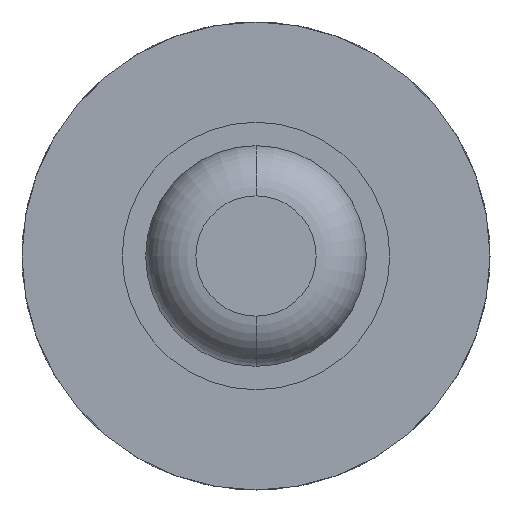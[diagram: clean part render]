
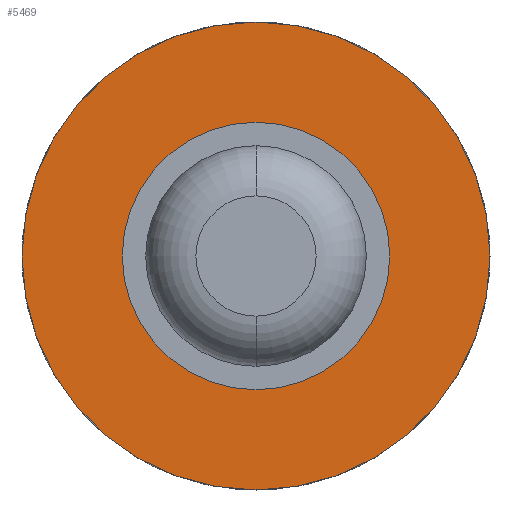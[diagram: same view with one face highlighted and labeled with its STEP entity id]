
A CAD part, front view. The second image highlights one B-rep face of the part: STEP entity #5469.
In plain terms, the highlighted planar face has unit normal (0, -1, 0).
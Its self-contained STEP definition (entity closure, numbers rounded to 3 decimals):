
#61 = ORIENTED_EDGE ( 'NONE', *, *, #5460, .F. ) ;
#266 = DIRECTION ( 'NONE',  ( 0., -1., 0. ) ) ;
#539 = VERTEX_POINT ( 'NONE', #4553 ) ;
#686 = CARTESIAN_POINT ( 'NONE',  ( 0., 5.3, 0. ) ) ;
#701 = DIRECTION ( 'NONE',  ( 0., 0., -1. ) ) ;
#706 = DIRECTION ( 'NONE',  ( 0., 0., -1. ) ) ;
#828 = EDGE_CURVE ( 'Defeature ausgef�hrt1_0+Defeature ausgef�hrt1_21+Defeature ausgef�hrt1_21+Defeature ausgef�hrt1_21', #4494, #2504, #4286, .T. ) ;
#903 = AXIS2_PLACEMENT_3D ( 'NONE', #1523, #3358, #3776 ) ;
#1032 = DIRECTION ( 'NONE',  ( 0., -1., 0. ) ) ;
#1459 = DIRECTION ( 'NONE',  ( 0., 0., -1. ) ) ;
#1523 = CARTESIAN_POINT ( 'NONE',  ( 0., 5.3, 0. ) ) ;
#1657 = AXIS2_PLACEMENT_3D ( 'NONE', #2562, #2581, #701 ) ;
#1658 = FACE_BOUND ( 'NONE', #3363, .T. ) ;
#2504 = VERTEX_POINT ( 'NONE', #4005 ) ;
#2562 = CARTESIAN_POINT ( 'NONE',  ( 0., 5.3, 0. ) ) ;
#2581 = DIRECTION ( 'NONE',  ( 0., -1., 0. ) ) ;
#2790 = EDGE_CURVE ( 'Defeature ausgef�hrt1_21+Defeature ausgef�hrt1_22+Defeature ausgef�hrt1_22+Defeature ausgef�hrt1_22', #5893, #539, #5654, .T. ) ;
#3266 = DIRECTION ( 'NONE',  ( 0., 0., -1. ) ) ;
#3358 = DIRECTION ( 'NONE',  ( 0., -1., 0. ) ) ;
#3363 = EDGE_LOOP ( 'NONE', ( #3633, #61 ) ) ;
#3559 = ORIENTED_EDGE ( 'NONE', *, *, #2790, .T. ) ;
#3633 = ORIENTED_EDGE ( 'NONE', *, *, #828, .F. ) ;
#3733 = ORIENTED_EDGE ( 'NONE', *, *, #5913, .T. ) ;
#3734 = CIRCLE ( 'NONE', #1657, 1.75 ) ;
#3776 = DIRECTION ( 'NONE',  ( 0., 0., -1. ) ) ;
#3831 = AXIS2_PLACEMENT_3D ( 'NONE', #5197, #5642, #3266 ) ;
#4005 = CARTESIAN_POINT ( 'NONE',  ( 0., 5.3, 0.5 ) ) ;
#4029 = AXIS2_PLACEMENT_3D ( 'NONE', #686, #266, #706 ) ;
#4172 = CARTESIAN_POINT ( 'NONE',  ( 0., 5.3, -0.5 ) ) ;
#4286 = CIRCLE ( 'NONE', #3831, 0.5 ) ;
#4494 = VERTEX_POINT ( 'NONE', #4172 ) ;
#4553 = CARTESIAN_POINT ( 'NONE',  ( 0., 5.3, 1.75 ) ) ;
#4712 = PLANE ( 'NONE',  #5812 ) ;
#4754 = CARTESIAN_POINT ( 'NONE',  ( 1.75, 5.3, 0. ) ) ;
#4908 = CIRCLE ( 'NONE', #903, 0.5 ) ;
#5197 = CARTESIAN_POINT ( 'NONE',  ( 0., 5.3, 0. ) ) ;
#5263 = EDGE_LOOP ( 'NONE', ( #3559, #3733 ) ) ;
#5349 = CARTESIAN_POINT ( 'NONE',  ( 0., 5.3, -1.75 ) ) ;
#5417 = FACE_OUTER_BOUND ( 'NONE', #5263, .T. ) ;
#5460 = EDGE_CURVE ( 'Defeature ausgef�hrt1_0+Defeature ausgef�hrt1_21+Defeature ausgef�hrt1_21+Defeature ausgef�hrt1_21', #2504, #4494, #4908, .T. ) ;
#5469 = ADVANCED_FACE ( 'Defeature ausgef�hrt1_21', ( #5417, #1658 ), #4712, .T. ) ;
#5642 = DIRECTION ( 'NONE',  ( 0., -1., 0. ) ) ;
#5654 = CIRCLE ( 'NONE', #4029, 1.75 ) ;
#5812 = AXIS2_PLACEMENT_3D ( 'NONE', #4754, #1032, #1459 ) ;
#5893 = VERTEX_POINT ( 'NONE', #5349 ) ;
#5913 = EDGE_CURVE ( 'Defeature ausgef�hrt1_21+Defeature ausgef�hrt1_22+Defeature ausgef�hrt1_22+Defeature ausgef�hrt1_22', #539, #5893, #3734, .T. ) ;
